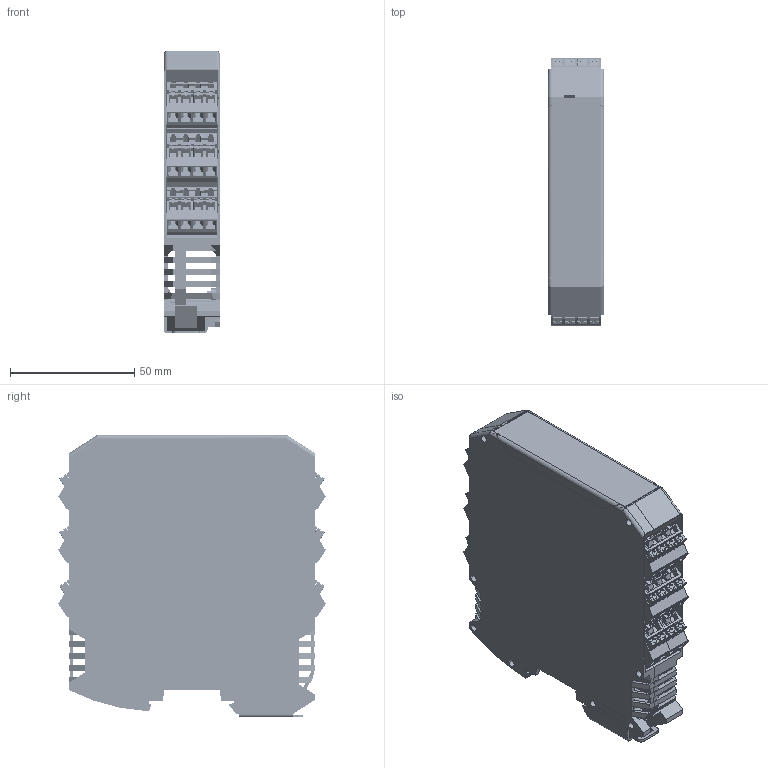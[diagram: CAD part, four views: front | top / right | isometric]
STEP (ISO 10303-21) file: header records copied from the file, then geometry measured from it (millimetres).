
FILE_DESCRIPTION(/* description */ ('Alibre Inc.'),/* implementation_level */ '2;1');
FILE_NAME(/* name */ 'export-F97F336D-82B5-4818-85C4-DD2D3A6BE534',/* time_stamp */ '2019-05-16T13:48:42+02:00',/* author */ (''),/* organization */ (''),/* preprocessor_version */ 'ST-DEVELOPER v17',/* originating_system */ 'Alibre',/* authorisation */ '');
FILE_SCHEMA (('AUTOMOTIVE_DESIGN'));
Length unit declared in the file: millimetre
Products named in the file (14): ID_1
Bounding box: 22.6 x 107.75 x 113.7 mm (x, y, z)
Volume: 77274.6 mm3; surface area: 102194.4 mm2
Topology: 40 solids, 40 shells, 10402 faces, 28380 edges, 18394 vertices
Faces by surface type: plane 8198, cylinder 1910, torus 100, cone 98, sphere 96
Full cylindrical faces by diameter (mm): 2.08 x20, 2.2 x40, 6.4 x2, 6.5 x1
Entity records: 134817 total; most frequent: CARTESIAN_POINT 25311, ORIENTED_EDGE 24246, DIRECTION 18245, EDGE_CURVE 12120, VECTOR 10207, LINE 10207, VERTEX_POINT 7947, AXIS2_PLACEMENT_3D 5705
